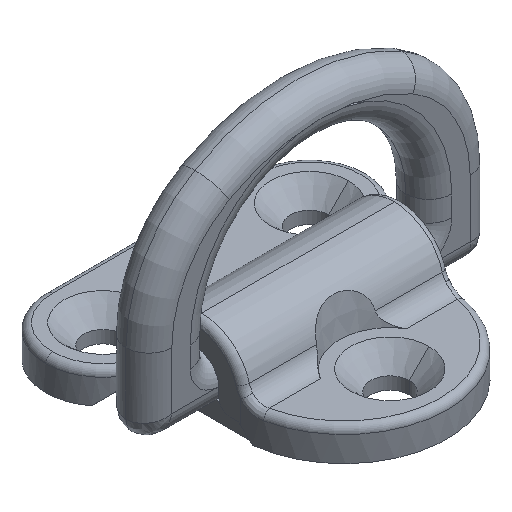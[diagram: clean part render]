
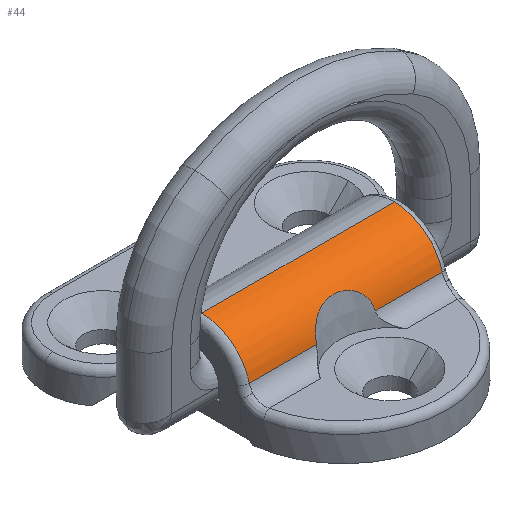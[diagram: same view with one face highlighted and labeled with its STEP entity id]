
A CAD part, isometric view. The second image highlights one B-rep face of the part: STEP entity #44.
In plain terms, the highlighted cylindrical face has radius 10.75 mm (diameter 21.5 mm), a partial arc.
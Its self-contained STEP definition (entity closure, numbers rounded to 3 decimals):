
#10 = B_SPLINE_CURVE_WITH_KNOTS ( 'NONE', 3,
 ( #1182, #1186, #1187, #1188, #1189, #1190, #1191, #1192, #1193, #1194, #1195, #1196, #1197, #1198, #1199, #1200, #1201, #1202, #1203, #1204, #1205, #1206, #1207, #1208, #1209, #1210, #1211, #1212, #1213, #1214, #1215, #1216, #1217, #1218, #1219, #1220, #1221, #1222, #1223, #1224, #1225, #1226, #1227, #1228 ),
 .UNSPECIFIED., .F., .F.,
 ( 4, 2, 2, 2, 2, 2, 2, 2, 2, 2, 2, 2, 2, 2, 2, 2, 2, 2, 2, 2, 2, 4 ),
 ( 0.003, 0.004, 0.004, 0.005, 0.007, 0.008, 0.009, 0.01, 0.011, 0.012, 0.014, 0.014, 0.015, 0.016, 0.017, 0.017, 0.018, 0.019, 0.019, 0.02, 0.021, 0.022 ),
 .UNSPECIFIED. ) ;
#44 = ADVANCED_FACE ( 'NONE', ( #3152 ), #3129, .T. ) ;
#206 = EDGE_CURVE ( 'NONE', #1416, #1417, #1174, .T. ) ;
#207 = EDGE_CURVE ( 'NONE', #1455, #1416, #2961, .T. ) ;
#208 = EDGE_CURVE ( 'NONE', #1417, #1418, #2955, .T. ) ;
#209 = EDGE_CURVE ( 'NONE', #1418, #1441, #1183, .T. ) ;
#210 = EDGE_CURVE ( 'NONE', #1441, #1452, #10, .T. ) ;
#211 = EDGE_CURVE ( 'NONE', #1452, #1455, #1230, .T. ) ;
#645 = CARTESIAN_POINT ( 'NONE',  ( 35., 0., 0. ) ) ;
#646 = DIRECTION ( 'NONE',  ( -1., 0., 0. ) ) ;
#647 = DIRECTION ( 'NONE',  ( 0., 0., 1. ) ) ;
#944 = CARTESIAN_POINT ( 'NONE',  ( 21., 0., 10.75 ) ) ;
#945 = CARTESIAN_POINT ( 'NONE',  ( -21., 0., 10.75 ) ) ;
#946 = CARTESIAN_POINT ( 'NONE',  ( -21., -10.397, 2.733 ) ) ;
#969 = CARTESIAN_POINT ( 'NONE',  ( -6.374, -10.397, 2.733 ) ) ;
#980 = CARTESIAN_POINT ( 'NONE',  ( 6.374, -10.397, 2.733 ) ) ;
#983 = CARTESIAN_POINT ( 'NONE',  ( 21., -10.397, 2.733 ) ) ;
#1170 = CARTESIAN_POINT ( 'NONE',  ( 21., 0., 0. ) ) ;
#1174 = LINE ( 'NONE', #1175, #3245 ) ;
#1175 = CARTESIAN_POINT ( 'NONE',  ( 35., 0., 10.75 ) ) ;
#1176 = DIRECTION ( 'NONE',  ( -1., 0., 0. ) ) ;
#1177 = DIRECTION ( 'NONE',  ( -1., 0., 0. ) ) ;
#1178 = DIRECTION ( 'NONE',  ( 0., 1., 0. ) ) ;
#1179 = CARTESIAN_POINT ( 'NONE',  ( -21., 0., 0. ) ) ;
#1180 = DIRECTION ( 'NONE',  ( 1., 0., 0. ) ) ;
#1181 = DIRECTION ( 'NONE',  ( 0., -1., 0. ) ) ;
#1182 = CARTESIAN_POINT ( 'NONE',  ( -6.374, -10.397, 2.733 ) ) ;
#1183 = LINE ( 'NONE', #1184, #3253 ) ;
#1184 = CARTESIAN_POINT ( 'NONE',  ( 35., -10.397, 2.733 ) ) ;
#1185 = DIRECTION ( 'NONE',  ( 1., 0., 0. ) ) ;
#1186 = CARTESIAN_POINT ( 'NONE',  ( -6.359, -10.347, 2.921 ) ) ;
#1187 = CARTESIAN_POINT ( 'NONE',  ( -6.336, -10.293, 3.108 ) ) ;
#1188 = CARTESIAN_POINT ( 'NONE',  ( -6.272, -10.174, 3.477 ) ) ;
#1189 = CARTESIAN_POINT ( 'NONE',  ( -6.231, -10.109, 3.661 ) ) ;
#1190 = CARTESIAN_POINT ( 'NONE',  ( -6.081, -9.906, 4.193 ) ) ;
#1191 = CARTESIAN_POINT ( 'NONE',  ( -5.947, -9.756, 4.528 ) ) ;
#1192 = CARTESIAN_POINT ( 'NONE',  ( -5.604, -9.439, 5.156 ) ) ;
#1193 = CARTESIAN_POINT ( 'NONE',  ( -5.393, -9.27, 5.452 ) ) ;
#1194 = CARTESIAN_POINT ( 'NONE',  ( -4.914, -8.942, 5.976 ) ) ;
#1195 = CARTESIAN_POINT ( 'NONE',  ( -4.643, -8.779, 6.21 ) ) ;
#1196 = CARTESIAN_POINT ( 'NONE',  ( -4.042, -8.472, 6.623 ) ) ;
#1197 = CARTESIAN_POINT ( 'NONE',  ( -3.721, -8.331, 6.797 ) ) ;
#1198 = CARTESIAN_POINT ( 'NONE',  ( -3.038, -8.081, 7.092 ) ) ;
#1199 = CARTESIAN_POINT ( 'NONE',  ( -2.675, -7.972, 7.213 ) ) ;
#1200 = CARTESIAN_POINT ( 'NONE',  ( -1.934, -7.797, 7.401 ) ) ;
#1201 = CARTESIAN_POINT ( 'NONE',  ( -1.554, -7.731, 7.47 ) ) ;
#1202 = CARTESIAN_POINT ( 'NONE',  ( -0.778, -7.641, 7.562 ) ) ;
#1203 = CARTESIAN_POINT ( 'NONE',  ( -0.383, -7.618, 7.584 ) ) ;
#1204 = CARTESIAN_POINT ( 'NONE',  ( 0.399, -7.619, 7.584 ) ) ;
#1205 = CARTESIAN_POINT ( 'NONE',  ( 0.788, -7.642, 7.561 ) ) ;
#1206 = CARTESIAN_POINT ( 'NONE',  ( 1.37, -7.71, 7.492 ) ) ;
#1207 = CARTESIAN_POINT ( 'NONE',  ( 1.565, -7.738, 7.462 ) ) ;
#1208 = CARTESIAN_POINT ( 'NONE',  ( 1.945, -7.805, 7.392 ) ) ;
#1209 = CARTESIAN_POINT ( 'NONE',  ( 2.132, -7.844, 7.351 ) ) ;
#1210 = CARTESIAN_POINT ( 'NONE',  ( 2.684, -7.975, 7.21 ) ) ;
#1211 = CARTESIAN_POINT ( 'NONE',  ( 3.039, -8.082, 7.091 ) ) ;
#1212 = CARTESIAN_POINT ( 'NONE',  ( 3.552, -8.269, 6.87 ) ) ;
#1213 = CARTESIAN_POINT ( 'NONE',  ( 3.721, -8.337, 6.788 ) ) ;
#1214 = CARTESIAN_POINT ( 'NONE',  ( 4.043, -8.478, 6.611 ) ) ;
#1215 = CARTESIAN_POINT ( 'NONE',  ( 4.197, -8.551, 6.516 ) ) ;
#1216 = CARTESIAN_POINT ( 'NONE',  ( 4.64, -8.778, 6.211 ) ) ;
#1217 = CARTESIAN_POINT ( 'NONE',  ( 4.909, -8.939, 5.98 ) ) ;
#1218 = CARTESIAN_POINT ( 'NONE',  ( 5.272, -9.187, 5.584 ) ) ;
#1219 = CARTESIAN_POINT ( 'NONE',  ( 5.385, -9.271, 5.444 ) ) ;
#1220 = CARTESIAN_POINT ( 'NONE',  ( 5.593, -9.436, 5.154 ) ) ;
#1221 = CARTESIAN_POINT ( 'NONE',  ( 5.687, -9.517, 5.003 ) ) ;
#1222 = CARTESIAN_POINT ( 'NONE',  ( 5.858, -9.675, 4.69 ) ) ;
#1223 = CARTESIAN_POINT ( 'NONE',  ( 5.935, -9.752, 4.527 ) ) ;
#1224 = CARTESIAN_POINT ( 'NONE',  ( 6.072, -9.901, 4.19 ) ) ;
#1225 = CARTESIAN_POINT ( 'NONE',  ( 6.131, -9.974, 4.015 ) ) ;
#1226 = CARTESIAN_POINT ( 'NONE',  ( 6.282, -10.178, 3.48 ) ) ;
#1227 = CARTESIAN_POINT ( 'NONE',  ( 6.345, -10.297, 3.112 ) ) ;
#1228 = CARTESIAN_POINT ( 'NONE',  ( 6.374, -10.397, 2.733 ) ) ;
#1230 = LINE ( 'NONE', #1231, #3255 ) ;
#1231 = CARTESIAN_POINT ( 'NONE',  ( 35., -10.397, 2.733 ) ) ;
#1232 = DIRECTION ( 'NONE',  ( 1., 0., 0. ) ) ;
#1416 = VERTEX_POINT ( 'NONE', #944 ) ;
#1417 = VERTEX_POINT ( 'NONE', #945 ) ;
#1418 = VERTEX_POINT ( 'NONE', #946 ) ;
#1441 = VERTEX_POINT ( 'NONE', #969 ) ;
#1452 = VERTEX_POINT ( 'NONE', #980 ) ;
#1455 = VERTEX_POINT ( 'NONE', #983 ) ;
#1511 = EDGE_LOOP ( 'NONE', ( #2615, #2617, #2616, #2618, #2619, #2620 ) ) ;
#2615 = ORIENTED_EDGE ( 'NONE', *, *, #207, .T. ) ;
#2616 = ORIENTED_EDGE ( 'NONE', *, *, #208, .T. ) ;
#2617 = ORIENTED_EDGE ( 'NONE', *, *, #206, .T. ) ;
#2618 = ORIENTED_EDGE ( 'NONE', *, *, #209, .T. ) ;
#2619 = ORIENTED_EDGE ( 'NONE', *, *, #210, .T. ) ;
#2620 = ORIENTED_EDGE ( 'NONE', *, *, #211, .T. ) ;
#2955 = CIRCLE ( 'NONE', #3243, 10.75 ) ;
#2961 = CIRCLE ( 'NONE', #3251, 10.75 ) ;
#3129 = CYLINDRICAL_SURFACE ( 'NONE', #3144, 10.75 ) ;
#3144 = AXIS2_PLACEMENT_3D ( 'NONE', #645, #646, #647 ) ;
#3152 = FACE_OUTER_BOUND ( 'NONE', #1511, .T. ) ;
#3243 = AXIS2_PLACEMENT_3D ( 'NONE', #1179, #1180, #1181 ) ;
#3245 = VECTOR ( 'NONE', #1176, 1000. ) ;
#3251 = AXIS2_PLACEMENT_3D ( 'NONE', #1170, #1177, #1178 ) ;
#3253 = VECTOR ( 'NONE', #1185, 1000. ) ;
#3255 = VECTOR ( 'NONE', #1232, 1000. ) ;
